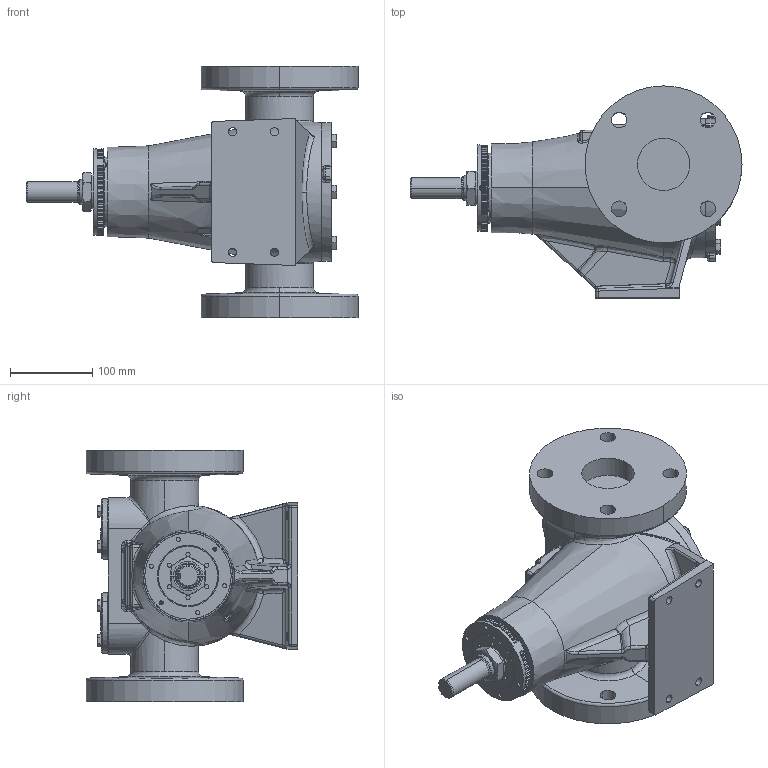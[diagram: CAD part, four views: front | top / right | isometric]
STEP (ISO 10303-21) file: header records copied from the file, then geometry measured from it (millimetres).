
FILE_DESCRIPTION (( 'STEP AP214' ), '1' );
FILE_NAME ('AV-854.STEP', '2019-05-24T16:45:12', ( '' ), ( '' ), 'SwSTEP 2.0', 'SolidWorks 2018', '' );
FILE_SCHEMA (( 'AUTOMOTIVE_DESIGN' ));
Length unit declared in the file: inch
Products named in the file (1): AV-854
Bounding box: 402.84 x 257.05 x 304.8 mm (x, y, z)
Volume: 7463931.9 mm3; surface area: 430408.5 mm2
Topology: 1 solids, 1 shells, 1975 faces, 4911 edges, 3099 vertices
Faces by surface type: plane 1044, cylinder 374, bspline 278, cone 222, torus 32, sphere 25
Entity records: 99107 total; most frequent: CARTESIAN_POINT 36184, ORIENTED_EDGE 9784, DIRECTION 8487, EDGE_CURVE 4892, VERTEX_POINT 3099, AXIS2_PLACEMENT_3D 2995, LINE 2497, VECTOR 2497
